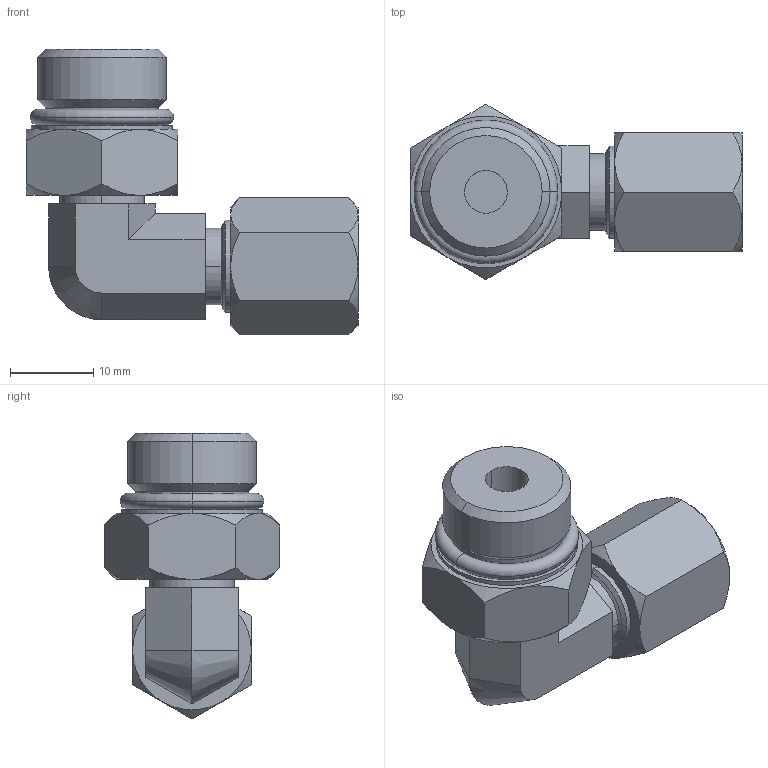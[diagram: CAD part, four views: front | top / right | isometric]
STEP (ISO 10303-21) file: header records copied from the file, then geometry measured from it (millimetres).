
FILE_DESCRIPTION((''),'2;1');
FILE_NAME('ILC30160146','2023-01-13T11:29:32',('rkuestersteffen'),(''),'CREO PARAMETRIC BY PTC INC, 2021164','CREO PARAMETRIC BY PTC INC, 2021164','');
FILE_SCHEMA(('AUTOMOTIVE_DESIGN { 1 0 10303 214 1 1 1 1 }'));
Length unit declared in the file: inch
Products named in the file (1): ILC30160146
Bounding box: 39.95 x 21.09 x 34.41 mm (x, y, z)
Volume: 8008.5 mm3; surface area: 4793.3 mm2
Topology: 2 solids, 5 shells, 95 faces, 221 edges, 137 vertices
Faces by surface type: plane 33, cone 32, cylinder 26, torus 4
Entity records: 3921 total; most frequent: CARTESIAN_POINT 859, DIRECTION 487, ORIENTED_EDGE 428, PRESENTATION_STYLE_ASSIGNMENT 237, STYLED_ITEM 233, CURVE_STYLE 228, EDGE_CURVE 221, AXIS2_PLACEMENT_3D 201
